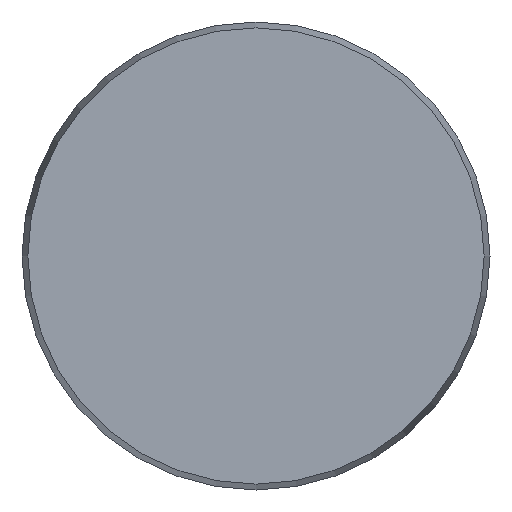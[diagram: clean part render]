
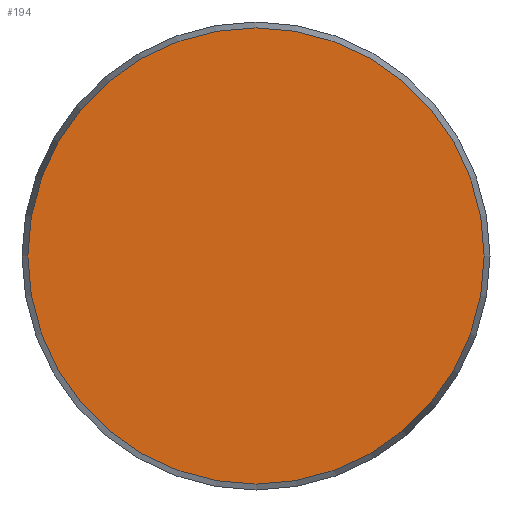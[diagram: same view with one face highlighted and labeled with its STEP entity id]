
A CAD part, front view. The second image highlights one B-rep face of the part: STEP entity #194.
In plain terms, the highlighted planar face has unit normal (0, -1, 0).
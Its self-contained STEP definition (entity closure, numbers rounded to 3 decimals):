
#194 = ADVANCED_FACE( '', ( #397 ), #398, .F. );
#397 = FACE_OUTER_BOUND( '', #660, .T. );
#398 = PLANE( '', #661 );
#660 = EDGE_LOOP( '', ( #1106 ) );
#661 = AXIS2_PLACEMENT_3D( '', #1107, #1108, #1109 );
#1106 = ORIENTED_EDGE( '', *, *, #1144, .T. );
#1107 = CARTESIAN_POINT( '', ( 58.5, 0., 0. ) );
#1108 = DIRECTION( '', ( 0., 1., 0. ) );
#1109 = DIRECTION( '', ( 0., 0., 1. ) );
#1144 = EDGE_CURVE( '', #1331, #1331, #1332, .T. );
#1331 = VERTEX_POINT( '', #1635 );
#1332 = CIRCLE( '', #1636, 58.5 );
#1635 = CARTESIAN_POINT( '', ( 0., 0., -58.5 ) );
#1636 = AXIS2_PLACEMENT_3D( '', #2119, #2120, #2121 );
#2119 = CARTESIAN_POINT( '', ( 0., 0., 0. ) );
#2120 = DIRECTION( '', ( 0., -1., 0. ) );
#2121 = DIRECTION( '', ( 0., 0., -1. ) );
